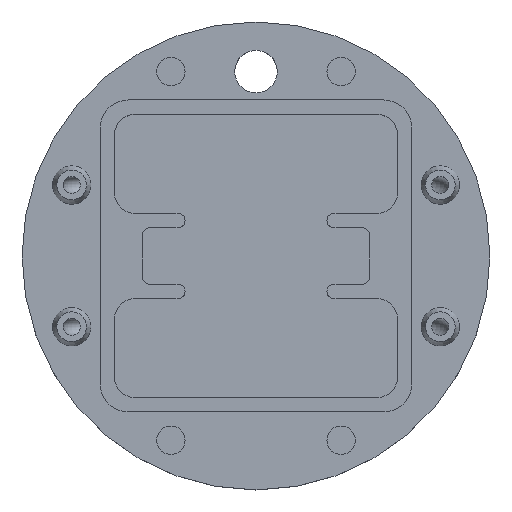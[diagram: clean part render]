
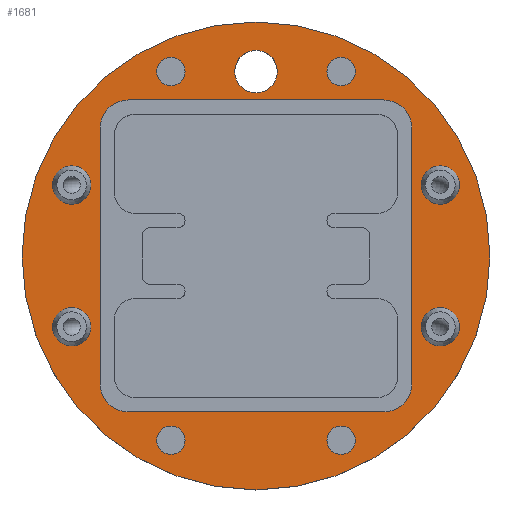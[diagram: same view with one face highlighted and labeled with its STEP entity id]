
A CAD part, top view. The second image highlights one B-rep face of the part: STEP entity #1681.
In plain terms, the highlighted planar face has unit normal (0, 0, 1).
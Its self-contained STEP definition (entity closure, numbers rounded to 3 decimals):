
#16=FACE_BOUND('',#519,.T.);
#17=FACE_BOUND('',#520,.T.);
#18=FACE_BOUND('',#521,.T.);
#19=FACE_BOUND('',#522,.T.);
#20=FACE_BOUND('',#523,.T.);
#21=FACE_BOUND('',#524,.T.);
#22=FACE_BOUND('',#525,.T.);
#23=FACE_BOUND('',#526,.T.);
#24=FACE_BOUND('',#527,.T.);
#25=FACE_BOUND('',#528,.T.);
#189=LINE('',#2880,#311);
#194=LINE('',#2894,#316);
#198=LINE('',#2906,#320);
#202=LINE('',#2918,#324);
#311=VECTOR('',#2303,10.);
#316=VECTOR('',#2316,10.);
#320=VECTOR('',#2328,10.);
#324=VECTOR('',#2340,10.);
#415=FACE_OUTER_BOUND('',#518,.T.);
#518=EDGE_LOOP('',(#1443));
#519=EDGE_LOOP('',(#1444));
#520=EDGE_LOOP('',(#1445));
#521=EDGE_LOOP('',(#1446));
#522=EDGE_LOOP('',(#1447));
#523=EDGE_LOOP('',(#1448,#1449,#1450,#1451,#1452,#1453,#1454,#1455));
#524=EDGE_LOOP('',(#1456));
#525=EDGE_LOOP('',(#1457));
#526=EDGE_LOOP('',(#1458));
#527=EDGE_LOOP('',(#1459));
#528=EDGE_LOOP('',(#1460));
#643=CIRCLE('',#1848,1.35);
#646=CIRCLE('',#1853,1.35);
#649=CIRCLE('',#1858,1.35);
#652=CIRCLE('',#1863,1.35);
#653=CIRCLE('',#1866,2.);
#655=CIRCLE('',#1870,2.);
#657=CIRCLE('',#1874,2.);
#659=CIRCLE('',#1878,2.);
#661=CIRCLE('',#1882,16.5);
#662=CIRCLE('',#1883,1.5);
#663=CIRCLE('',#1884,1.);
#664=CIRCLE('',#1885,1.);
#665=CIRCLE('',#1886,1.);
#666=CIRCLE('',#1887,1.);
#791=VERTEX_POINT('',#2844);
#794=VERTEX_POINT('',#2854);
#797=VERTEX_POINT('',#2864);
#800=VERTEX_POINT('',#2874);
#801=VERTEX_POINT('',#2878);
#802=VERTEX_POINT('',#2879);
#805=VERTEX_POINT('',#2887);
#807=VERTEX_POINT('',#2893);
#809=VERTEX_POINT('',#2899);
#811=VERTEX_POINT('',#2905);
#813=VERTEX_POINT('',#2911);
#815=VERTEX_POINT('',#2917);
#817=VERTEX_POINT('',#2927);
#818=VERTEX_POINT('',#2929);
#819=VERTEX_POINT('',#2931);
#820=VERTEX_POINT('',#2933);
#821=VERTEX_POINT('',#2935);
#822=VERTEX_POINT('',#2937);
#997=EDGE_CURVE('',#791,#791,#643,.T.);
#1002=EDGE_CURVE('',#794,#794,#646,.T.);
#1007=EDGE_CURVE('',#797,#797,#649,.T.);
#1012=EDGE_CURVE('',#800,#800,#652,.T.);
#1013=EDGE_CURVE('',#801,#802,#189,.T.);
#1017=EDGE_CURVE('',#805,#801,#653,.T.);
#1020=EDGE_CURVE('',#807,#805,#194,.T.);
#1023=EDGE_CURVE('',#809,#807,#655,.T.);
#1026=EDGE_CURVE('',#811,#809,#198,.T.);
#1029=EDGE_CURVE('',#813,#811,#657,.T.);
#1032=EDGE_CURVE('',#815,#813,#202,.T.);
#1035=EDGE_CURVE('',#802,#815,#659,.T.);
#1037=EDGE_CURVE('',#817,#817,#661,.T.);
#1038=EDGE_CURVE('',#818,#818,#662,.T.);
#1039=EDGE_CURVE('',#819,#819,#663,.T.);
#1040=EDGE_CURVE('',#820,#820,#664,.T.);
#1041=EDGE_CURVE('',#821,#821,#665,.T.);
#1042=EDGE_CURVE('',#822,#822,#666,.T.);
#1443=ORIENTED_EDGE('',*,*,#1037,.T.);
#1444=ORIENTED_EDGE('',*,*,#997,.T.);
#1445=ORIENTED_EDGE('',*,*,#1007,.T.);
#1446=ORIENTED_EDGE('',*,*,#1002,.T.);
#1447=ORIENTED_EDGE('',*,*,#1012,.T.);
#1448=ORIENTED_EDGE('',*,*,#1013,.T.);
#1449=ORIENTED_EDGE('',*,*,#1035,.T.);
#1450=ORIENTED_EDGE('',*,*,#1032,.T.);
#1451=ORIENTED_EDGE('',*,*,#1029,.T.);
#1452=ORIENTED_EDGE('',*,*,#1026,.T.);
#1453=ORIENTED_EDGE('',*,*,#1023,.T.);
#1454=ORIENTED_EDGE('',*,*,#1020,.T.);
#1455=ORIENTED_EDGE('',*,*,#1017,.T.);
#1456=ORIENTED_EDGE('',*,*,#1038,.T.);
#1457=ORIENTED_EDGE('',*,*,#1039,.F.);
#1458=ORIENTED_EDGE('',*,*,#1040,.F.);
#1459=ORIENTED_EDGE('',*,*,#1041,.F.);
#1460=ORIENTED_EDGE('',*,*,#1042,.F.);
#1601=PLANE('',#1881);
#1681=ADVANCED_FACE('',(#415,#16,#17,#18,#19,#20,#21,#22,#23,#24,#25),#1601,
 .T.);
#1848=AXIS2_PLACEMENT_3D('',#2846,#2263,#2264);
#1853=AXIS2_PLACEMENT_3D('',#2856,#2275,#2276);
#1858=AXIS2_PLACEMENT_3D('',#2866,#2287,#2288);
#1863=AXIS2_PLACEMENT_3D('',#2876,#2299,#2300);
#1866=AXIS2_PLACEMENT_3D('',#2888,#2309,#2310);
#1870=AXIS2_PLACEMENT_3D('',#2900,#2321,#2322);
#1874=AXIS2_PLACEMENT_3D('',#2912,#2333,#2334);
#1878=AXIS2_PLACEMENT_3D('',#2923,#2345,#2346);
#1881=AXIS2_PLACEMENT_3D('',#2926,#2351,#2352);
#1882=AXIS2_PLACEMENT_3D('',#2928,#2353,#2354);
#1883=AXIS2_PLACEMENT_3D('',#2930,#2355,#2356);
#1884=AXIS2_PLACEMENT_3D('',#2932,#2357,#2358);
#1885=AXIS2_PLACEMENT_3D('',#2934,#2359,#2360);
#1886=AXIS2_PLACEMENT_3D('',#2936,#2361,#2362);
#1887=AXIS2_PLACEMENT_3D('',#2938,#2363,#2364);
#2263=DIRECTION('center_axis',(0.,0.,-1.));
#2264=DIRECTION('ref_axis',(1.,0.,0.));
#2275=DIRECTION('center_axis',(0.,0.,-1.));
#2276=DIRECTION('ref_axis',(1.,0.,0.));
#2287=DIRECTION('center_axis',(0.,0.,-1.));
#2288=DIRECTION('ref_axis',(1.,0.,0.));
#2299=DIRECTION('center_axis',(0.,0.,-1.));
#2300=DIRECTION('ref_axis',(1.,0.,0.));
#2303=DIRECTION('',(0.,1.,0.));
#2309=DIRECTION('center_axis',(0.,0.,-1.));
#2310=DIRECTION('ref_axis',(-1.,0.,0.));
#2316=DIRECTION('',(-1.,0.,0.));
#2321=DIRECTION('center_axis',(0.,0.,-1.));
#2322=DIRECTION('ref_axis',(0.,-1.,0.));
#2328=DIRECTION('',(0.,-1.,0.));
#2333=DIRECTION('center_axis',(0.,0.,-1.));
#2334=DIRECTION('ref_axis',(1.,0.,0.));
#2340=DIRECTION('',(1.,0.,0.));
#2345=DIRECTION('center_axis',(0.,0.,-1.));
#2346=DIRECTION('ref_axis',(0.,1.,0.));
#2351=DIRECTION('center_axis',(0.,0.,1.));
#2352=DIRECTION('ref_axis',(1.,0.,0.));
#2353=DIRECTION('center_axis',(0.,0.,1.));
#2354=DIRECTION('ref_axis',(1.,0.,0.));
#2355=DIRECTION('center_axis',(0.,0.,-1.));
#2356=DIRECTION('ref_axis',(1.,0.,0.));
#2357=DIRECTION('center_axis',(0.,0.,1.));
#2358=DIRECTION('ref_axis',(1.,0.,0.));
#2359=DIRECTION('center_axis',(0.,0.,1.));
#2360=DIRECTION('ref_axis',(1.,0.,0.));
#2361=DIRECTION('center_axis',(0.,0.,1.));
#2362=DIRECTION('ref_axis',(1.,0.,0.));
#2363=DIRECTION('center_axis',(0.,0.,1.));
#2364=DIRECTION('ref_axis',(1.,0.,0.));
#2844=CARTESIAN_POINT('',(31.65,25.,3.5));
#2846=CARTESIAN_POINT('Origin',(33.,25.,3.5));
#2854=CARTESIAN_POINT('',(31.65,15.,3.5));
#2856=CARTESIAN_POINT('Origin',(33.,15.,3.5));
#2864=CARTESIAN_POINT('',(5.65,15.,3.5));
#2866=CARTESIAN_POINT('Origin',(7.,15.,3.5));
#2874=CARTESIAN_POINT('',(5.65,25.,3.5));
#2876=CARTESIAN_POINT('Origin',(7.,25.,3.5));
#2878=CARTESIAN_POINT('',(9.,11.,3.5));
#2879=CARTESIAN_POINT('',(9.,29.,3.5));
#2880=CARTESIAN_POINT('',(9.,15.5,3.5));
#2887=CARTESIAN_POINT('',(11.,9.,3.5));
#2888=CARTESIAN_POINT('Origin',(11.,11.,3.5));
#2893=CARTESIAN_POINT('',(29.,9.,3.5));
#2894=CARTESIAN_POINT('',(24.5,9.,3.5));
#2899=CARTESIAN_POINT('',(31.,11.,3.5));
#2900=CARTESIAN_POINT('Origin',(29.,11.,3.5));
#2905=CARTESIAN_POINT('',(31.,29.,3.5));
#2906=CARTESIAN_POINT('',(31.,24.5,3.5));
#2911=CARTESIAN_POINT('',(29.,31.,3.5));
#2912=CARTESIAN_POINT('Origin',(29.,29.,3.5));
#2917=CARTESIAN_POINT('',(11.,31.,3.5));
#2918=CARTESIAN_POINT('',(15.5,31.,3.5));
#2923=CARTESIAN_POINT('Origin',(11.,29.,3.5));
#2926=CARTESIAN_POINT('Origin',(20.,20.,3.5));
#2927=CARTESIAN_POINT('',(3.5,20.,3.5));
#2928=CARTESIAN_POINT('Origin',(20.,20.,3.5));
#2929=CARTESIAN_POINT('',(18.5,33.,3.5));
#2930=CARTESIAN_POINT('Origin',(20.,33.,3.5));
#2931=CARTESIAN_POINT('',(25.,7.,3.5));
#2932=CARTESIAN_POINT('Origin',(26.,7.,3.5));
#2933=CARTESIAN_POINT('',(13.,7.,3.5));
#2934=CARTESIAN_POINT('Origin',(14.,7.,3.5));
#2935=CARTESIAN_POINT('',(25.,33.,3.5));
#2936=CARTESIAN_POINT('Origin',(26.,33.,3.5));
#2937=CARTESIAN_POINT('',(13.,33.,3.5));
#2938=CARTESIAN_POINT('Origin',(14.,33.,3.5));
